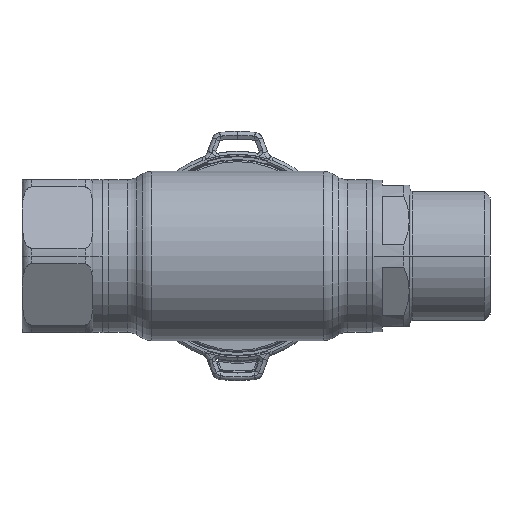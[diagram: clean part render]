
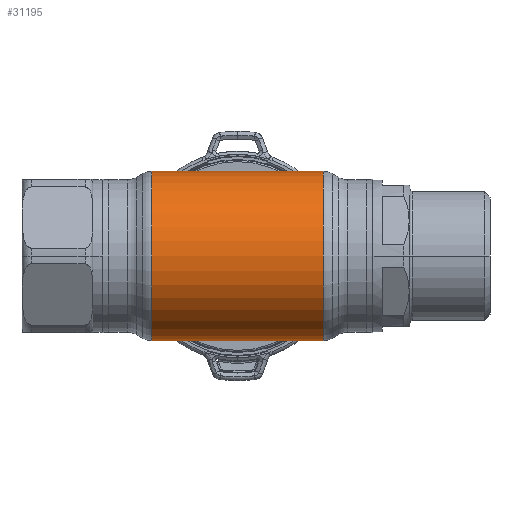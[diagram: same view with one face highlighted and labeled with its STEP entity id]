
A CAD part, front view. The second image highlights one B-rep face of the part: STEP entity #31195.
In plain terms, the highlighted cylindrical face has radius 27.5 mm (diameter 55 mm), a partial arc.
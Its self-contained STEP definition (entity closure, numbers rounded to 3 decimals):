
#6 = AXIS2_PLACEMENT_3D ( 'NONE', #11880, #20149, #2455 ) ;
#486 = CARTESIAN_POINT ( 'NONE',  ( 27.785, 0., 0. ) ) ;
#2327 = CARTESIAN_POINT ( 'NONE',  ( -27.785, 0., -27.5 ) ) ;
#2455 = DIRECTION ( 'NONE',  ( 0., 0., 1. ) ) ;
#3147 = DIRECTION ( 'NONE',  ( 0., 0., 1. ) ) ;
#4034 = EDGE_CURVE ( 'NONE', #20871, #34486, #37883, .T. ) ;
#5009 = EDGE_CURVE ( 'NONE', #20871, #18484, #11250, .T. ) ;
#9445 = EDGE_LOOP ( 'NONE', ( #19725, #10378, #23388, #26131 ) ) ;
#9655 = AXIS2_PLACEMENT_3D ( 'NONE', #486, #26392, #3147 ) ;
#10378 = ORIENTED_EDGE ( 'NONE', *, *, #4034, .T. ) ;
#10716 = FACE_OUTER_BOUND ( 'NONE', #9445, .T. ) ;
#11250 = LINE ( 'NONE', #17412, #16347 ) ;
#11477 = CARTESIAN_POINT ( 'NONE',  ( -62.69, 0., 0. ) ) ;
#11880 = CARTESIAN_POINT ( 'NONE',  ( -27.785, 0., 0. ) ) ;
#12127 = EDGE_CURVE ( 'NONE', #18484, #26485, #30027, .T. ) ;
#13792 = CARTESIAN_POINT ( 'NONE',  ( -62.69, 0., 27.5 ) ) ;
#15713 = VECTOR ( 'NONE', #15941, 1000. ) ;
#15941 = DIRECTION ( 'NONE',  ( -1., 0., 0. ) ) ;
#16347 = VECTOR ( 'NONE', #37198, 1000. ) ;
#17412 = CARTESIAN_POINT ( 'NONE',  ( -62.69, 0., -27.5 ) ) ;
#17632 = DIRECTION ( 'NONE',  ( 0., 0., 1. ) ) ;
#18484 = VERTEX_POINT ( 'NONE', #2327 ) ;
#19725 = ORIENTED_EDGE ( 'NONE', *, *, #5009, .F. ) ;
#20149 = DIRECTION ( 'NONE',  ( -1., 0., 0. ) ) ;
#20871 = VERTEX_POINT ( 'NONE', #29258 ) ;
#22429 = CYLINDRICAL_SURFACE ( 'NONE', #27321, 27.5 ) ;
#23388 = ORIENTED_EDGE ( 'NONE', *, *, #31110, .T. ) ;
#26131 = ORIENTED_EDGE ( 'NONE', *, *, #12127, .F. ) ;
#26392 = DIRECTION ( 'NONE',  ( -1., 0., 0. ) ) ;
#26485 = VERTEX_POINT ( 'NONE', #26570 ) ;
#26570 = CARTESIAN_POINT ( 'NONE',  ( -27.785, 0., 27.5 ) ) ;
#27321 = AXIS2_PLACEMENT_3D ( 'NONE', #11477, #32181, #17632 ) ;
#27783 = CARTESIAN_POINT ( 'NONE',  ( 27.785, 0., 27.5 ) ) ;
#29258 = CARTESIAN_POINT ( 'NONE',  ( 27.785, 0., -27.5 ) ) ;
#30027 = CIRCLE ( 'NONE', #6, 27.5 ) ;
#31110 = EDGE_CURVE ( 'NONE', #34486, #26485, #37217, .T. ) ;
#31195 = ADVANCED_FACE ( 'NONE', ( #10716 ), #22429, .T. ) ;
#32181 = DIRECTION ( 'NONE',  ( -1., 0., 0. ) ) ;
#34486 = VERTEX_POINT ( 'NONE', #27783 ) ;
#37198 = DIRECTION ( 'NONE',  ( -1., 0., 0. ) ) ;
#37217 = LINE ( 'NONE', #13792, #15713 ) ;
#37883 = CIRCLE ( 'NONE', #9655, 27.5 ) ;
